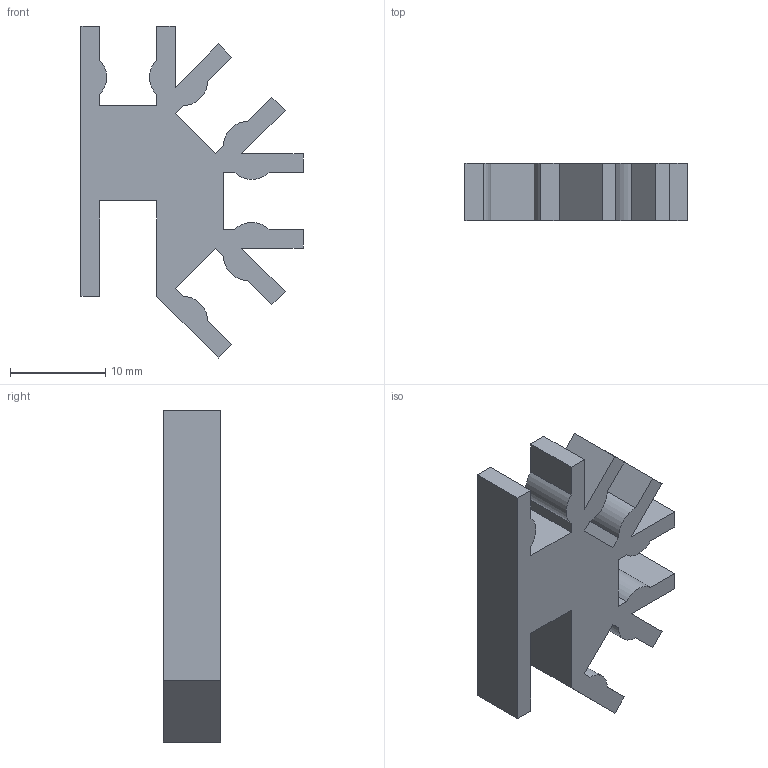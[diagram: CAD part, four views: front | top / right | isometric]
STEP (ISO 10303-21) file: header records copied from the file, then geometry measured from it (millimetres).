
FILE_DESCRIPTION (( 'STEP AP214' ), '1' );
FILE_NAME ('Connector 4 Grey (Corner).STEP', '2023-03-31T21:30:29', ( '' ), ( '' ), 'SwSTEP 2.0', 'SolidWorks 2022', '' );
FILE_SCHEMA (( 'AUTOMOTIVE_DESIGN' ));
Length unit declared in the file: millimetre
Products named in the file (1): Connector 4 Grey (Corner)
Bounding box: 23.33 x 6 x 34.88 mm (x, y, z)
Volume: 2076.2 mm3; surface area: 1976.2 mm2
Topology: 1 solids, 1 shells, 51 faces, 147 edges, 98 vertices
Faces by surface type: plane 42, cylinder 9
Entity records: 1693 total; most frequent: CARTESIAN_POINT 297, ORIENTED_EDGE 294, DIRECTION 269, EDGE_CURVE 147, LINE 129, VECTOR 129, VERTEX_POINT 98, AXIS2_PLACEMENT_3D 70
